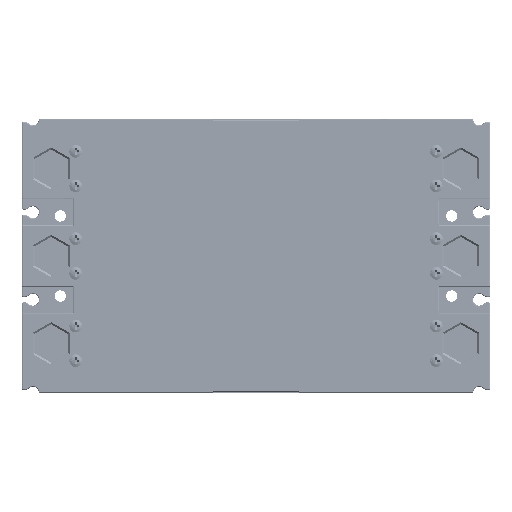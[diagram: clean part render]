
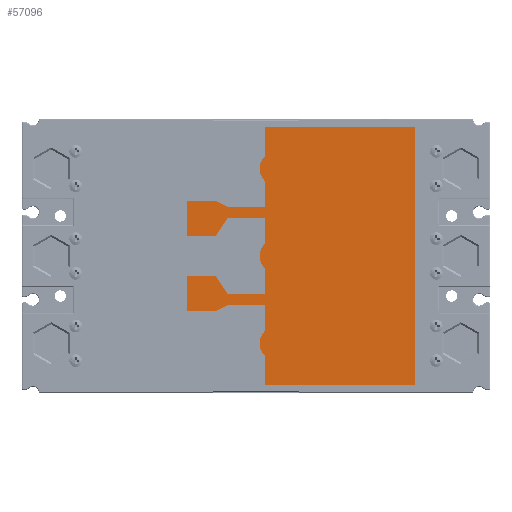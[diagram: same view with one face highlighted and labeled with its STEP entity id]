
A CAD part, front view. The second image highlights one B-rep face of the part: STEP entity #57096.
In plain terms, the highlighted face is planar.
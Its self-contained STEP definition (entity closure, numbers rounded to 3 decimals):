
#56252=DIRECTION('',(1.,0.,0.));
#56253=VECTOR('',#56252,142.);
#56254=CARTESIAN_POINT('',(-71.,0.,0.8));
#56255=LINE('',#56254,#56253);
#56432=DIRECTION('',(0.,-1.,0.));
#56433=VECTOR('',#56432,20.5);
#56434=CARTESIAN_POINT('',(27.1,103.,0.8));
#56435=LINE('',#56434,#56433);
#56436=DIRECTION('',(1.,0.,0.));
#56437=VECTOR('',#56436,13.972);
#56438=CARTESIAN_POINT('',(27.1,82.5,0.8));
#56439=LINE('',#56438,#56437);
#56440=CARTESIAN_POINT('',(48.,76.,0.8));
#56441=DIRECTION('',(0.,0.,-1.));
#56442=DIRECTION('',(-0.729,0.684,0.));
#56443=AXIS2_PLACEMENT_3D('',#56440,#56441,#56442);
#56445=DIRECTION('',(1.,0.,0.));
#56446=VECTOR('',#56445,16.072);
#56447=CARTESIAN_POINT('',(54.928,82.5,0.8));
#56448=LINE('',#56447,#56446);
#56449=DIRECTION('',(0.,-1.,0.));
#56450=VECTOR('',#56449,82.5);
#56451=CARTESIAN_POINT('',(71.,82.5,0.8));
#56452=LINE('',#56451,#56450);
#56453=DIRECTION('',(0.,1.,0.));
#56454=VECTOR('',#56453,82.5);
#56455=CARTESIAN_POINT('',(-71.,0.,0.8));
#56456=LINE('',#56455,#56454);
#56457=DIRECTION('',(1.,0.,0.));
#56458=VECTOR('',#56457,16.072);
#56459=CARTESIAN_POINT('',(-71.,82.5,0.8));
#56460=LINE('',#56459,#56458);
#56461=CARTESIAN_POINT('',(-48.,76.,0.8));
#56462=DIRECTION('',(0.,0.,-1.));
#56463=DIRECTION('',(-0.729,0.684,0.));
#56464=AXIS2_PLACEMENT_3D('',#56461,#56462,#56463);
#56466=DIRECTION('',(1.,0.,0.));
#56467=VECTOR('',#56466,13.972);
#56468=CARTESIAN_POINT('',(-41.072,82.5,0.8));
#56469=LINE('',#56468,#56467);
#56470=DIRECTION('',(0.,1.,0.));
#56471=VECTOR('',#56470,20.5);
#56472=CARTESIAN_POINT('',(-27.1,82.5,0.8));
#56473=LINE('',#56472,#56471);
#56474=DIRECTION('',(-0.436,0.9,0.));
#56475=VECTOR('',#56474,7.223);
#56476=CARTESIAN_POINT('',(-27.1,103.,0.8));
#56477=LINE('',#56476,#56475);
#56478=DIRECTION('',(0.,1.,0.));
#56479=VECTOR('',#56478,16.);
#56480=CARTESIAN_POINT('',(-30.25,109.5,0.8));
#56481=LINE('',#56480,#56479);
#56482=DIRECTION('',(1.,0.,0.));
#56483=VECTOR('',#56482,19.);
#56484=CARTESIAN_POINT('',(-30.25,125.5,0.8));
#56485=LINE('',#56484,#56483);
#56486=DIRECTION('',(0.,-1.,0.));
#56487=VECTOR('',#56486,16.);
#56488=CARTESIAN_POINT('',(-11.25,125.5,0.8));
#56489=LINE('',#56488,#56487);
#56490=DIRECTION('',(-0.829,-0.559,0.));
#56491=VECTOR('',#56490,11.635);
#56492=CARTESIAN_POINT('',(-11.25,109.5,0.8));
#56493=LINE('',#56492,#56491);
#56494=DIRECTION('',(0.,-1.,0.));
#56495=VECTOR('',#56494,20.5);
#56496=CARTESIAN_POINT('',(-20.9,103.,0.8));
#56497=LINE('',#56496,#56495);
#56498=DIRECTION('',(1.,0.,0.));
#56499=VECTOR('',#56498,13.972);
#56500=CARTESIAN_POINT('',(-20.9,82.5,0.8));
#56501=LINE('',#56500,#56499);
#56502=CARTESIAN_POINT('',(0.,76.,0.8));
#56503=DIRECTION('',(0.,0.,-1.));
#56504=DIRECTION('',(-0.729,0.684,0.));
#56505=AXIS2_PLACEMENT_3D('',#56502,#56503,#56504);
#56507=DIRECTION('',(1.,0.,0.));
#56508=VECTOR('',#56507,13.972);
#56509=CARTESIAN_POINT('',(6.928,82.5,0.8));
#56510=LINE('',#56509,#56508);
#56511=DIRECTION('',(0.,1.,0.));
#56512=VECTOR('',#56511,20.5);
#56513=CARTESIAN_POINT('',(20.9,82.5,0.8));
#56514=LINE('',#56513,#56512);
#56515=DIRECTION('',(-0.829,0.559,0.));
#56516=VECTOR('',#56515,11.635);
#56517=CARTESIAN_POINT('',(20.9,103.,0.8));
#56518=LINE('',#56517,#56516);
#56519=DIRECTION('',(0.,1.,0.));
#56520=VECTOR('',#56519,16.);
#56521=CARTESIAN_POINT('',(11.25,109.5,0.8));
#56522=LINE('',#56521,#56520);
#56523=DIRECTION('',(1.,0.,0.));
#56524=VECTOR('',#56523,19.);
#56525=CARTESIAN_POINT('',(11.25,125.5,0.8));
#56526=LINE('',#56525,#56524);
#56527=DIRECTION('',(0.,-1.,0.));
#56528=VECTOR('',#56527,16.);
#56529=CARTESIAN_POINT('',(30.25,125.5,0.8));
#56530=LINE('',#56529,#56528);
#56531=DIRECTION('',(-0.436,-0.9,0.));
#56532=VECTOR('',#56531,7.223);
#56533=CARTESIAN_POINT('',(30.25,109.5,0.8));
#56534=LINE('',#56533,#56532);
#56587=CARTESIAN_POINT('',(-71.,0.,0.8));
#56588=VERTEX_POINT('',#56587);
#56589=CARTESIAN_POINT('',(71.,0.,0.8));
#56590=VERTEX_POINT('',#56589);
#56591=CARTESIAN_POINT('',(-71.,82.5,0.8));
#56592=VERTEX_POINT('',#56591);
#56593=CARTESIAN_POINT('',(-54.928,82.5,0.8));
#56594=VERTEX_POINT('',#56593);
#56595=CARTESIAN_POINT('',(-41.072,82.5,0.8));
#56596=VERTEX_POINT('',#56595);
#56597=CARTESIAN_POINT('',(-20.9,82.5,0.8));
#56598=VERTEX_POINT('',#56597);
#56599=CARTESIAN_POINT('',(-6.928,82.5,0.8));
#56600=VERTEX_POINT('',#56599);
#56601=CARTESIAN_POINT('',(-27.1,82.5,0.8));
#56602=VERTEX_POINT('',#56601);
#56603=CARTESIAN_POINT('',(-20.9,103.,0.8));
#56604=VERTEX_POINT('',#56603);
#56605=CARTESIAN_POINT('',(27.1,103.,0.8));
#56606=CARTESIAN_POINT('',(27.1,82.5,0.8));
#56607=VERTEX_POINT('',#56605);
#56608=VERTEX_POINT('',#56606);
#56609=CARTESIAN_POINT('',(41.072,82.5,0.8));
#56610=VERTEX_POINT('',#56609);
#56611=CARTESIAN_POINT('',(54.928,82.5,0.8));
#56612=VERTEX_POINT('',#56611);
#56613=CARTESIAN_POINT('',(71.,82.5,0.8));
#56614=VERTEX_POINT('',#56613);
#56615=CARTESIAN_POINT('',(-27.1,103.,0.8));
#56616=VERTEX_POINT('',#56615);
#56617=CARTESIAN_POINT('',(-30.25,109.5,0.8));
#56618=VERTEX_POINT('',#56617);
#56619=CARTESIAN_POINT('',(-30.25,125.5,0.8));
#56620=VERTEX_POINT('',#56619);
#56621=CARTESIAN_POINT('',(-11.25,125.5,0.8));
#56622=VERTEX_POINT('',#56621);
#56623=CARTESIAN_POINT('',(-11.25,109.5,0.8));
#56624=VERTEX_POINT('',#56623);
#56625=CARTESIAN_POINT('',(6.928,82.5,0.8));
#56626=VERTEX_POINT('',#56625);
#56627=CARTESIAN_POINT('',(20.9,82.5,0.8));
#56628=VERTEX_POINT('',#56627);
#56629=CARTESIAN_POINT('',(20.9,103.,0.8));
#56630=VERTEX_POINT('',#56629);
#56631=CARTESIAN_POINT('',(11.25,109.5,0.8));
#56632=VERTEX_POINT('',#56631);
#56633=CARTESIAN_POINT('',(11.25,125.5,0.8));
#56634=VERTEX_POINT('',#56633);
#56635=CARTESIAN_POINT('',(30.25,125.5,0.8));
#56636=VERTEX_POINT('',#56635);
#56637=CARTESIAN_POINT('',(30.25,109.5,0.8));
#56638=VERTEX_POINT('',#56637);
#57063=CARTESIAN_POINT('',(0.,0.,0.8));
#57064=DIRECTION('',(0.,0.,1.));
#57065=DIRECTION('',(1.,0.,0.));
#57066=AXIS2_PLACEMENT_3D('',#57063,#57064,#57065);
#57067=PLANE('',#57066);
#57068=ORIENTED_EDGE('',*,*,#57001,.T.);
#57069=ORIENTED_EDGE('',*,*,#57017,.T.);
#57070=ORIENTED_EDGE('',*,*,#57030,.T.);
#57071=ORIENTED_EDGE('',*,*,#57044,.T.);
#57072=ORIENTED_EDGE('',*,*,#57057,.T.);
#57073=ORIENTED_EDGE('',*,*,#56707,.F.);
#57074=ORIENTED_EDGE('',*,*,#56722,.T.);
#57075=ORIENTED_EDGE('',*,*,#56736,.T.);
#57076=ORIENTED_EDGE('',*,*,#56750,.T.);
#57077=ORIENTED_EDGE('',*,*,#56763,.T.);
#57078=ORIENTED_EDGE('',*,*,#56779,.T.);
#57079=ORIENTED_EDGE('',*,*,#56792,.T.);
#57080=ORIENTED_EDGE('',*,*,#56806,.T.);
#57081=ORIENTED_EDGE('',*,*,#56820,.T.);
#57082=ORIENTED_EDGE('',*,*,#56834,.T.);
#57083=ORIENTED_EDGE('',*,*,#56848,.T.);
#57084=ORIENTED_EDGE('',*,*,#56861,.T.);
#57085=ORIENTED_EDGE('',*,*,#56877,.T.);
#57086=ORIENTED_EDGE('',*,*,#56890,.T.);
#57087=ORIENTED_EDGE('',*,*,#56903,.T.);
#57088=ORIENTED_EDGE('',*,*,#56919,.T.);
#57089=ORIENTED_EDGE('',*,*,#56932,.T.);
#57090=ORIENTED_EDGE('',*,*,#56946,.T.);
#57091=ORIENTED_EDGE('',*,*,#56960,.T.);
#57092=ORIENTED_EDGE('',*,*,#56974,.T.);
#57093=ORIENTED_EDGE('',*,*,#56988,.T.);
#57094=EDGE_LOOP('',(#57068,#57069,#57070,#57071,#57072,#57073,#57074,#57075,
#57076,#57077,#57078,#57079,#57080,#57081,#57082,#57083,#57084,#57085,#57086,
#57087,#57088,#57089,#57090,#57091,#57092,#57093));
#57095=FACE_OUTER_BOUND('',#57094,.F.);
#57096=ADVANCED_FACE('',(#57095),#57067,.T.);
#56444=CIRCLE('',#56443,9.5);
#56465=CIRCLE('',#56464,9.5);
#56506=CIRCLE('',#56505,9.5);
#56707=EDGE_CURVE('',#56588,#56590,#56255,.T.);
#56722=EDGE_CURVE('',#56588,#56592,#56456,.T.);
#56736=EDGE_CURVE('',#56592,#56594,#56460,.T.);
#56750=EDGE_CURVE('',#56594,#56596,#56465,.T.);
#56763=EDGE_CURVE('',#56596,#56602,#56469,.T.);
#56779=EDGE_CURVE('',#56602,#56616,#56473,.T.);
#56792=EDGE_CURVE('',#56616,#56618,#56477,.T.);
#56806=EDGE_CURVE('',#56618,#56620,#56481,.T.);
#56820=EDGE_CURVE('',#56620,#56622,#56485,.T.);
#56834=EDGE_CURVE('',#56622,#56624,#56489,.T.);
#56848=EDGE_CURVE('',#56624,#56604,#56493,.T.);
#56861=EDGE_CURVE('',#56604,#56598,#56497,.T.);
#56877=EDGE_CURVE('',#56598,#56600,#56501,.T.);
#56890=EDGE_CURVE('',#56600,#56626,#56506,.T.);
#56903=EDGE_CURVE('',#56626,#56628,#56510,.T.);
#56919=EDGE_CURVE('',#56628,#56630,#56514,.T.);
#56932=EDGE_CURVE('',#56630,#56632,#56518,.T.);
#56946=EDGE_CURVE('',#56632,#56634,#56522,.T.);
#56960=EDGE_CURVE('',#56634,#56636,#56526,.T.);
#56974=EDGE_CURVE('',#56636,#56638,#56530,.T.);
#56988=EDGE_CURVE('',#56638,#56607,#56534,.T.);
#57001=EDGE_CURVE('',#56607,#56608,#56435,.T.);
#57017=EDGE_CURVE('',#56608,#56610,#56439,.T.);
#57030=EDGE_CURVE('',#56610,#56612,#56444,.T.);
#57044=EDGE_CURVE('',#56612,#56614,#56448,.T.);
#57057=EDGE_CURVE('',#56614,#56590,#56452,.T.);
